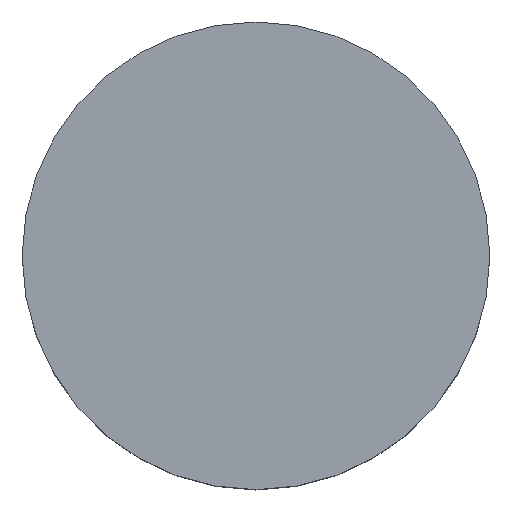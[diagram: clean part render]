
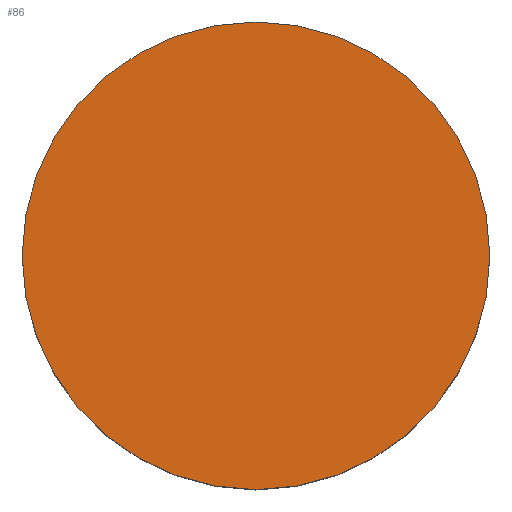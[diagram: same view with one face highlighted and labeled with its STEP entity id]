
A CAD part, top view. The second image highlights one B-rep face of the part: STEP entity #86.
In plain terms, the highlighted planar face has unit normal (0, 0, 1).
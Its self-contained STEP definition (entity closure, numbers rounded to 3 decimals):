
#68=PLANE('',#203);
#77=FACE_OUTER_BOUND('',#102,.T.);
#86=ADVANCED_FACE('',(#77),#68,.T.);
#102=EDGE_LOOP('',(#114));
#114=ORIENTED_EDGE('',*,*,#166,.T.);
#152=VERTEX_POINT('',#261);
#166=EDGE_CURVE('',#152,#152,#186,.T.);
#186=CIRCLE('',#200,24.);
#200=AXIS2_PLACEMENT_3D('',#260,#216,#217);
#203=AXIS2_PLACEMENT_3D('',#265,#222,#223);
#216=DIRECTION('',(0.,0.,1.));
#217=DIRECTION('',(1.,0.,0.));
#222=DIRECTION('',(0.,0.,1.));
#223=DIRECTION('',(1.,0.,0.));
#260=CARTESIAN_POINT('',(0.,0.,20.));
#261=CARTESIAN_POINT('',(24.,0.,20.));
#265=CARTESIAN_POINT('',(0.,0.,20.));
